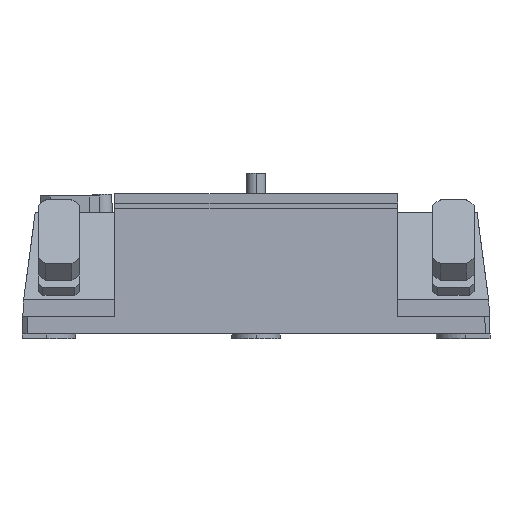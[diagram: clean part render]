
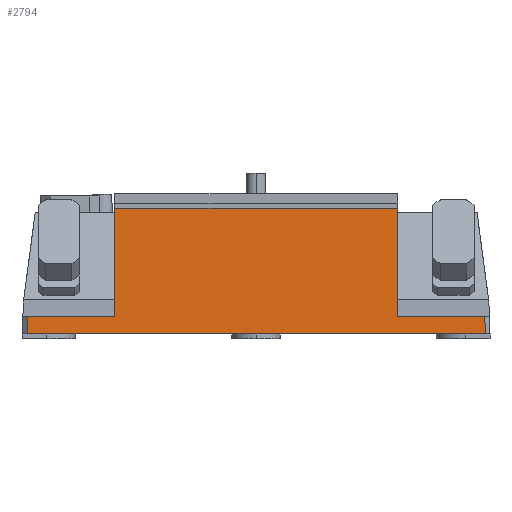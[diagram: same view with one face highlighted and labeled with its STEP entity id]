
A CAD part, left-side view. The second image highlights one B-rep face of the part: STEP entity #2794.
In plain terms, the highlighted planar face has unit normal (-0.999, 0, 0.035).
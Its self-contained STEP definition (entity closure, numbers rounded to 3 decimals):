
#186 = ORIENTED_EDGE ( 'NONE', *, *, #4500, .T. ) ;
#216 = EDGE_LOOP ( 'NONE', ( #186, #2165, #2186, #395, #4876, #1276, #4430, #2966 ) ) ;
#395 = ORIENTED_EDGE ( 'NONE', *, *, #1707, .F. ) ;
#444 = CARTESIAN_POINT ( 'NONE',  ( -369.371, 236.501, 23. ) ) ;
#562 = VERTEX_POINT ( 'NONE', #4462 ) ;
#835 = AXIS2_PLACEMENT_3D ( 'NONE', #2342, #2315, #2294 ) ;
#902 = VECTOR ( 'NONE', #5179, 1000. ) ;
#1026 = DIRECTION ( 'NONE',  ( 0.035, -0.014, 0.999 ) ) ;
#1276 = ORIENTED_EDGE ( 'NONE', *, *, #4115, .T. ) ;
#1345 = VERTEX_POINT ( 'NONE', #4614 ) ;
#1355 = VERTEX_POINT ( 'NONE', #4652 ) ;
#1411 = LINE ( 'NONE', #3277, #2591 ) ;
#1693 = DIRECTION ( 'NONE',  ( 0., 1., 0. ) ) ;
#1707 = EDGE_CURVE ( 'NONE', #5865, #1355, #4568, .T. ) ;
#1739 = CARTESIAN_POINT ( 'NONE',  ( -370., -146., 5. ) ) ;
#1773 = VERTEX_POINT ( 'NONE', #1810 ) ;
#1810 = CARTESIAN_POINT ( 'NONE',  ( -369.371, 146., 23. ) ) ;
#2150 = DIRECTION ( 'NONE',  ( 0.035, 0.014, 0.999 ) ) ;
#2165 = ORIENTED_EDGE ( 'NONE', *, *, #4563, .T. ) ;
#2186 = ORIENTED_EDGE ( 'NONE', *, *, #5315, .T. ) ;
#2279 = PLANE ( 'NONE',  #835 ) ;
#2289 = DIRECTION ( 'NONE',  ( 0., 1., 0. ) ) ;
#2294 = DIRECTION ( 'NONE',  ( 0.035, 0., 0.999 ) ) ;
#2309 = EDGE_CURVE ( 'NONE', #4553, #562, #4080, .T. ) ;
#2315 = DIRECTION ( 'NONE',  ( -0.999, 0., 0.035 ) ) ;
#2342 = CARTESIAN_POINT ( 'NONE',  ( -370., 236.501, 5. ) ) ;
#2500 = EDGE_CURVE ( 'NONE', #3533, #5865, #1411, .T. ) ;
#2520 = LINE ( 'NONE', #5741, #2945 ) ;
#2550 = CARTESIAN_POINT ( 'NONE',  ( -370., 146., 5. ) ) ;
#2591 = VECTOR ( 'NONE', #4174, 1000. ) ;
#2794 = ADVANCED_FACE ( 'NONE', ( #4796 ), #2279, .T. ) ;
#2945 = VECTOR ( 'NONE', #2150, 1000. ) ;
#2966 = ORIENTED_EDGE ( 'NONE', *, *, #2309, .T. ) ;
#2985 = LINE ( 'NONE', #3936, #4910 ) ;
#3277 = CARTESIAN_POINT ( 'NONE',  ( -370., 0., 5. ) ) ;
#3414 = EDGE_CURVE ( 'NONE', #1345, #4553, #5738, .T. ) ;
#3533 = VERTEX_POINT ( 'NONE', #5371 ) ;
#3582 = LINE ( 'NONE', #2550, #4929 ) ;
#3936 = CARTESIAN_POINT ( 'NONE',  ( -369.371, 236.501, 23. ) ) ;
#4077 = LINE ( 'NONE', #4729, #902 ) ;
#4080 = LINE ( 'NONE', #1739, #4642 ) ;
#4115 = EDGE_CURVE ( 'NONE', #3533, #1345, #2520, .T. ) ;
#4174 = DIRECTION ( 'NONE',  ( 0., 1., 0. ) ) ;
#4338 = DIRECTION ( 'NONE',  ( -0.035, 0., -0.999 ) ) ;
#4430 = ORIENTED_EDGE ( 'NONE', *, *, #3414, .T. ) ;
#4462 = CARTESIAN_POINT ( 'NONE',  ( -365.46, -146., 135. ) ) ;
#4500 = EDGE_CURVE ( 'NONE', #562, #5380, #4077, .T. ) ;
#4553 = VERTEX_POINT ( 'NONE', #5666 ) ;
#4563 = EDGE_CURVE ( 'NONE', #5380, #1773, #3582, .T. ) ;
#4568 = LINE ( 'NONE', #4624, #4631 ) ;
#4614 = CARTESIAN_POINT ( 'NONE',  ( -369.371, -236.24, 23. ) ) ;
#4624 = CARTESIAN_POINT ( 'NONE',  ( -370., 236.501, 5. ) ) ;
#4631 = VECTOR ( 'NONE', #1026, 1000. ) ;
#4642 = VECTOR ( 'NONE', #5271, 1000. ) ;
#4652 = CARTESIAN_POINT ( 'NONE',  ( -369.371, 236.24, 23. ) ) ;
#4729 = CARTESIAN_POINT ( 'NONE',  ( -365.46, 236.501, 135. ) ) ;
#4796 = FACE_OUTER_BOUND ( 'NONE', #216, .T. ) ;
#4870 = CARTESIAN_POINT ( 'NONE',  ( -365.46, 146., 135. ) ) ;
#4876 = ORIENTED_EDGE ( 'NONE', *, *, #2500, .F. ) ;
#4895 = CARTESIAN_POINT ( 'NONE',  ( -370., 236.501, 5. ) ) ;
#4910 = VECTOR ( 'NONE', #1693, 1000. ) ;
#4929 = VECTOR ( 'NONE', #4338, 1000. ) ;
#5141 = VECTOR ( 'NONE', #2289, 1000. ) ;
#5179 = DIRECTION ( 'NONE',  ( 0., 1., 0. ) ) ;
#5271 = DIRECTION ( 'NONE',  ( 0.035, 0., 0.999 ) ) ;
#5315 = EDGE_CURVE ( 'NONE', #1773, #1355, #2985, .T. ) ;
#5371 = CARTESIAN_POINT ( 'NONE',  ( -370., -236.501, 5. ) ) ;
#5380 = VERTEX_POINT ( 'NONE', #4870 ) ;
#5666 = CARTESIAN_POINT ( 'NONE',  ( -369.371, -146., 23. ) ) ;
#5738 = LINE ( 'NONE', #444, #5141 ) ;
#5741 = CARTESIAN_POINT ( 'NONE',  ( -370., -236.501, 5. ) ) ;
#5865 = VERTEX_POINT ( 'NONE', #4895 ) ;
